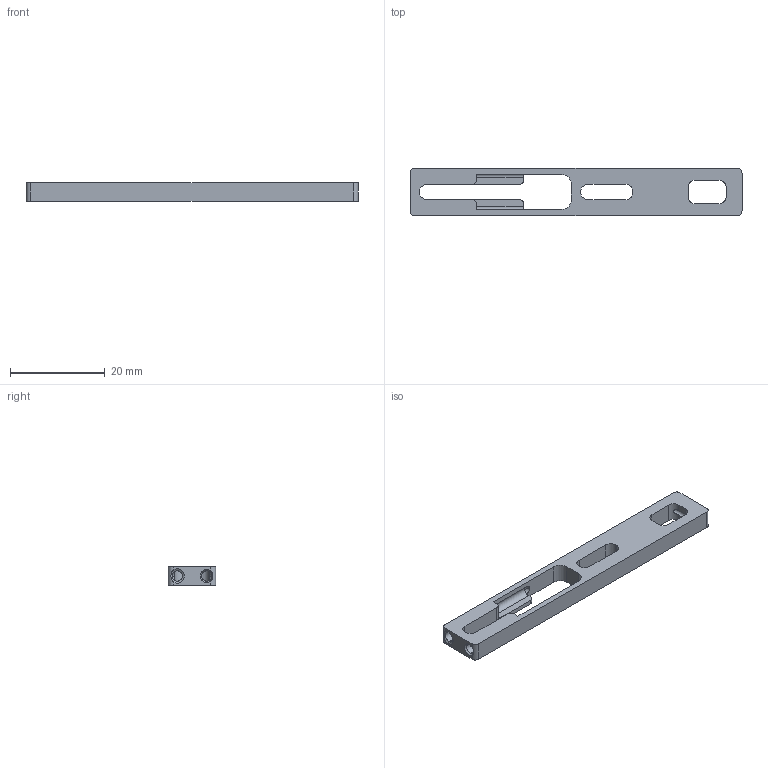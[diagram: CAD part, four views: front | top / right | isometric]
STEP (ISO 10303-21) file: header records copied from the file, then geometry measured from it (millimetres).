
FILE_DESCRIPTION (( 'STEP AP203' ), '1' );
FILE_NAME ('latch.STEP', '2024-04-13T16:18:46', ( '' ), ( '' ), 'SwSTEP 2.0', 'SolidWorks 2023', '' );
FILE_SCHEMA (( 'CONFIG_CONTROL_DESIGN' ));
Length unit declared in the file: millimetre
Products named in the file (1): latch
Bounding box: 70 x 10 x 4 mm (x, y, z)
Volume: 1680.3 mm3; surface area: 2314.4 mm2
Topology: 1 solids, 1 shells, 76 faces, 222 edges, 140 vertices
Faces by surface type: plane 34, cylinder 30, cone 8, sphere 4
Entity records: 2735 total; most frequent: CARTESIAN_POINT 577, DIRECTION 448, ORIENTED_EDGE 440, EDGE_CURVE 220, AXIS2_PLACEMENT_3D 159, VERTEX_POINT 140, LINE 130, VECTOR 130
